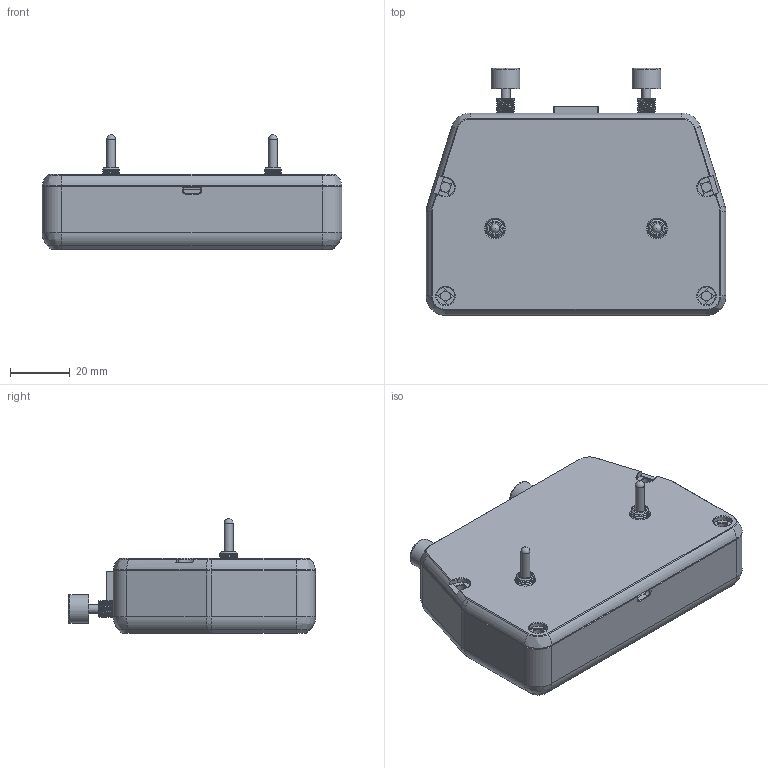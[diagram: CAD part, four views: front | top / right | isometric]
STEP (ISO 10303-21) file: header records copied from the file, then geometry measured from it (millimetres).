
FILE_DESCRIPTION(/* description */ (''),/* implementation_level */ '2;1');
FILE_NAME(/* name */ 'AngledEnclosure.step',/* time_stamp */ '2025-09-07T16:28:50+12:00',/* author */ (''),/* organization */ (''),/* preprocessor_version */ 'ST-DEVELOPER v20.1',/* originating_system */ 'Autodesk Translation Framework v14.10.0.0',/* authorisation */ '');
FILE_SCHEMA (('AUTOMOTIVE_DESIGN { 1 0 10303 214 3 1 1 }'));
Products named in the file (20): Controller case small hands; PCB; Board; Open CASCADE STEP translator 7.5 1.1.1; SW4; SW1; F1; Automotive Micro Fuse Holder PTH; Automotice Micro Fuse v2; Filament; Contacts; Case; Rating; Open CASCADE STEP translator 7.5 1.7.1.2; SW3; MTS-223; SW2; PS-102; J1; RJ45 5801-10P8C
Assembly tree (21 placements, depth 7):
  Controller case small hands
    PCB
      Board
        Open CASCADE STEP translator 7.5 1.1.1
        SW4
          MTS-223
        SW1
          PS-102
        F1
          Automotive Micro Fuse Holder PTH
            Automotice Micro Fuse v2
              Filament
              Contacts
              Case
              Rating
            Open CASCADE STEP translator 7.5 1.7.1.2
        SW3
          MTS-223
        SW2
          PS-102
        J1
          RJ45 5801-10P8C
Bounding box: 100 x 82.4 x 38.22 mm (x, y, z)
Volume: 58800 mm3; surface area: 64483.8 mm2
Topology: 56 solids, 56 shells, 1776 faces, 4518 edges, 2890 vertices
Faces by surface type: plane 1110, cylinder 450, cone 136, bspline 63, torus 10, sphere 7
Full cylindrical faces by diameter (mm): 0.6 x2, 0.7 x8, 0.8 x2, 0.9 x8, 1 x6, 1.048 x2, 1.8 x2, 3 x6, 3.2 x6, 3.3 x4, 4 x4, 4.1 x8, 5 x2, 5.048 x38, 6 x2, 6.5 x2, 7.6 x2, 9.6 x2
Entity records: 57180 total; most frequent: CARTESIAN_POINT 22387, ORIENTED_EDGE 7148, DIRECTION 6987, EDGE_CURVE 3574, LINE 2485, VECTOR 2485, VERTEX_POINT 2261, AXIS2_PLACEMENT_3D 2251
